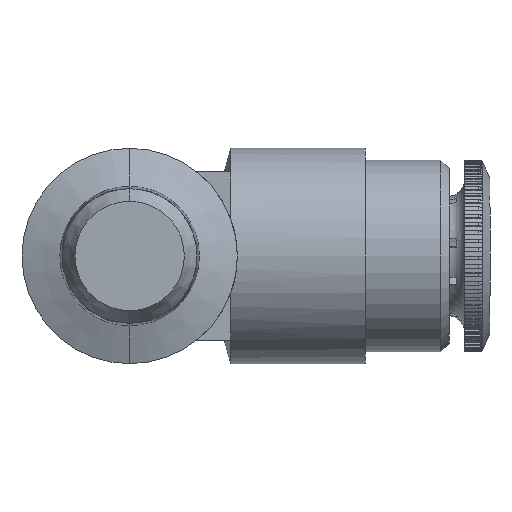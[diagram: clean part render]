
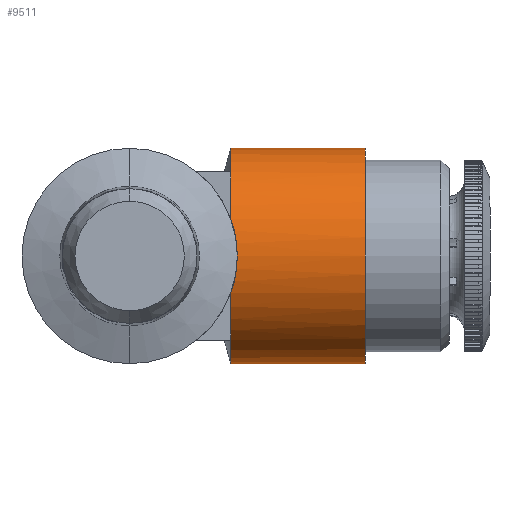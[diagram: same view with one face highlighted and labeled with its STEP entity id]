
A CAD part, front view. The second image highlights one B-rep face of the part: STEP entity #9511.
In plain terms, the highlighted cylindrical face has radius 6.4 mm (diameter 12.8 mm), a partial arc.
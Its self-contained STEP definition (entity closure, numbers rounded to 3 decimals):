
#1217 = CYLINDRICAL_SURFACE ( 'NONE', #4580, 6.4 ) ;
#1224 = FACE_OUTER_BOUND ( 'NONE', #10488, .T. ) ;
#1520 = VERTEX_POINT ( 'NONE', #11873 ) ;
#1521 = VERTEX_POINT ( 'NONE', #11874 ) ;
#1522 = VERTEX_POINT ( 'NONE', #11875 ) ;
#1523 = VERTEX_POINT ( 'NONE', #11876 ) ;
#1524 = VERTEX_POINT ( 'NONE', #11877 ) ;
#1530 = VERTEX_POINT ( 'NONE', #11883 ) ;
#1531 = VERTEX_POINT ( 'NONE', #11884 ) ;
#1541 = VERTEX_POINT ( 'NONE', #11894 ) ;
#1545 = VERTEX_POINT ( 'NONE', #11898 ) ;
#1546 = VERTEX_POINT ( 'NONE', #11899 ) ;
#1548 = VERTEX_POINT ( 'NONE', #11901 ) ;
#1549 = VERTEX_POINT ( 'NONE', #11902 ) ;
#1552 = VERTEX_POINT ( 'NONE', #11905 ) ;
#2098 =( BOUNDED_CURVE ( )  B_SPLINE_CURVE ( 3, ( #2685, #2684, #2689, #2690 ),
 .UNSPECIFIED., .F., .F. ) 
 B_SPLINE_CURVE_WITH_KNOTS ( ( 4, 4 ),
 ( 5.932, 6.634 ),
 .UNSPECIFIED. ) 
 CURVE ( )  GEOMETRIC_REPRESENTATION_ITEM ( )  RATIONAL_B_SPLINE_CURVE ( ( 1., 0.959, 0.959, 1. ) ) 
 REPRESENTATION_ITEM ( '' )  );
#2670 = DIRECTION ( 'NONE',  ( 1., 0., 0. ) ) ;
#2673 = DIRECTION ( 'NONE',  ( 1., 0., 0. ) ) ;
#2674 = CARTESIAN_POINT ( 'NONE',  ( 0., 0., -6.4 ) ) ;
#2675 = CARTESIAN_POINT ( 'NONE',  ( 0., 0., 6.4 ) ) ;
#2676 = CARTESIAN_POINT ( 'NONE',  ( -13.491, 0., 0. ) ) ;
#2677 = DIRECTION ( 'NONE',  ( 1., 0., 0. ) ) ;
#2678 = DIRECTION ( 'NONE',  ( 0., 0., -1. ) ) ;
#2684 = CARTESIAN_POINT ( 'NONE',  ( -12.964, -6.536, -0.765 ) ) ;
#2685 = CARTESIAN_POINT ( 'NONE',  ( -13.491, -6.009, -2.202 ) ) ;
#2689 = CARTESIAN_POINT ( 'NONE',  ( -12.964, -6.536, 0.765 ) ) ;
#2690 = CARTESIAN_POINT ( 'NONE',  ( -13.491, -6.009, 2.202 ) ) ;
#3225 = ORIENTED_EDGE ( 'NONE', *, *, #5665, .F. ) ;
#3227 = ORIENTED_EDGE ( 'NONE', *, *, #5700, .T. ) ;
#3229 = ORIENTED_EDGE ( 'NONE', *, *, #5701, .F. ) ;
#3230 = ORIENTED_EDGE ( 'NONE', *, *, #5702, .F. ) ;
#3232 = ORIENTED_EDGE ( 'NONE', *, *, #5703, .F. ) ;
#3234 = ORIENTED_EDGE ( 'NONE', *, *, #5704, .T. ) ;
#3235 = ORIENTED_EDGE ( 'NONE', *, *, #5670, .F. ) ;
#3237 = ORIENTED_EDGE ( 'NONE', *, *, #5727, .T. ) ;
#3239 = ORIENTED_EDGE ( 'NONE', *, *, #5726, .F. ) ;
#3241 = ORIENTED_EDGE ( 'NONE', *, *, #5725, .F. ) ;
#3242 = ORIENTED_EDGE ( 'NONE', *, *, #5724, .T. ) ;
#3243 = ORIENTED_EDGE ( 'NONE', *, *, #5664, .T. ) ;
#3244 = ORIENTED_EDGE ( 'NONE', *, *, #5667, .T. ) ;
#3245 = ORIENTED_EDGE ( 'NONE', *, *, #5723, .T. ) ;
#4021 = CARTESIAN_POINT ( 'NONE',  ( 0., -3.995, 5. ) ) ;
#4022 = DIRECTION ( 'NONE',  ( -1., 0., 0. ) ) ;
#4026 = DIRECTION ( 'NONE',  ( 1., 0., 0. ) ) ;
#4027 = CARTESIAN_POINT ( 'NONE',  ( -13.491, 0., 0. ) ) ;
#4028 = DIRECTION ( 'NONE',  ( 1., 0., 0. ) ) ;
#4029 = DIRECTION ( 'NONE',  ( 0., 0., -1. ) ) ;
#4032 = CARTESIAN_POINT ( 'NONE',  ( 0., -6.004, 2.217 ) ) ;
#4033 = CARTESIAN_POINT ( 'NONE',  ( -13.484, 0., 0. ) ) ;
#4034 = DIRECTION ( 'NONE',  ( -1., 0., 0. ) ) ;
#4035 = DIRECTION ( 'NONE',  ( 0., 0., -1. ) ) ;
#4038 = CARTESIAN_POINT ( 'NONE',  ( -13.491, 0., 0. ) ) ;
#4039 = DIRECTION ( 'NONE',  ( 1., 0., 0. ) ) ;
#4040 = DIRECTION ( 'NONE',  ( 0., 0., -1. ) ) ;
#4100 = DIRECTION ( 'NONE',  ( -1., 0., 0. ) ) ;
#4101 = CARTESIAN_POINT ( 'NONE',  ( 0., -3.995, -5. ) ) ;
#4104 = CARTESIAN_POINT ( 'NONE',  ( 0., -6.004, -2.217 ) ) ;
#4105 = DIRECTION ( 'NONE',  ( -1., 0., 0. ) ) ;
#4106 = CARTESIAN_POINT ( 'NONE',  ( -5.5, 0., 0. ) ) ;
#4107 = DIRECTION ( 'NONE',  ( -1., 0., 0. ) ) ;
#4108 = DIRECTION ( 'NONE',  ( 0., 0., -1. ) ) ;
#4111 = CARTESIAN_POINT ( 'NONE',  ( -13.484, 0., 0. ) ) ;
#4112 = DIRECTION ( 'NONE',  ( -1., 0., 0. ) ) ;
#4113 = DIRECTION ( 'NONE',  ( 0., 0., -1. ) ) ;
#4116 = CARTESIAN_POINT ( 'NONE',  ( -13.491, 0., 0. ) ) ;
#4117 = DIRECTION ( 'NONE',  ( 1., 0., 0. ) ) ;
#4118 = DIRECTION ( 'NONE',  ( 0., 0., -1. ) ) ;
#4580 = AXIS2_PLACEMENT_3D ( 'NONE', #9875, #9876, #9874 ) ;
#4661 = VERTEX_POINT ( 'NONE', #5220 ) ;
#5220 = CARTESIAN_POINT ( 'NONE',  ( -13.491, -6.009, 2.202 ) ) ;
#5664 = EDGE_CURVE ( 'NONE', #1520, #1521, #7583, .T. ) ;
#5665 = EDGE_CURVE ( 'NONE', #1522, #1523, #7584, .T. ) ;
#5667 = EDGE_CURVE ( 'NONE', #1521, #1530, #7587, .T. ) ;
#5670 = EDGE_CURVE ( 'NONE', #1531, #4661, #2098, .T. ) ;
#5700 = EDGE_CURVE ( 'NONE', #1522, #1524, #7639, .T. ) ;
#5701 = EDGE_CURVE ( 'NONE', #1545, #1524, #7640, .T. ) ;
#5702 = EDGE_CURVE ( 'NONE', #1541, #1545, #7641, .T. ) ;
#5703 = EDGE_CURVE ( 'NONE', #1546, #1541, #7634, .T. ) ;
#5704 = EDGE_CURVE ( 'NONE', #1546, #4661, #7644, .T. ) ;
#5723 = EDGE_CURVE ( 'NONE', #1530, #1523, #7664, .T. ) ;
#5724 = EDGE_CURVE ( 'NONE', #1549, #1520, #7666, .T. ) ;
#5725 = EDGE_CURVE ( 'NONE', #1549, #1552, #7667, .T. ) ;
#5726 = EDGE_CURVE ( 'NONE', #1552, #1548, #7669, .T. ) ;
#5727 = EDGE_CURVE ( 'NONE', #1531, #1548, #7670, .T. ) ;
#7583 = CIRCLE ( 'NONE', #13066, 6.4 ) ;
#7584 = LINE ( 'NONE', #2675, #7586 ) ;
#7586 = VECTOR ( 'NONE', #2670, 1000. ) ;
#7587 = LINE ( 'NONE', #2674, #7589 ) ;
#7589 = VECTOR ( 'NONE', #2673, 1000. ) ;
#7634 = LINE ( 'NONE', #4032, #7645 ) ;
#7639 = CIRCLE ( 'NONE', #13081, 6.4 ) ;
#7640 = LINE ( 'NONE', #4021, #7642 ) ;
#7641 = CIRCLE ( 'NONE', #13082, 6.4 ) ;
#7642 = VECTOR ( 'NONE', #4022, 1000. ) ;
#7644 = CIRCLE ( 'NONE', #13083, 6.4 ) ;
#7645 = VECTOR ( 'NONE', #4026, 1000. ) ;
#7664 = CIRCLE ( 'NONE', #13089, 6.4 ) ;
#7666 = LINE ( 'NONE', #4101, #7668 ) ;
#7667 = CIRCLE ( 'NONE', #13090, 6.4 ) ;
#7668 = VECTOR ( 'NONE', #4100, 1000. ) ;
#7669 = LINE ( 'NONE', #4104, #7671 ) ;
#7670 = CIRCLE ( 'NONE', #13091, 6.4 ) ;
#7671 = VECTOR ( 'NONE', #4105, 1000. ) ;
#9511 = ADVANCED_FACE ( 'NONE', ( #1224 ), #1217, .T. ) ;
#9874 = DIRECTION ( 'NONE',  ( 0., 0., -1. ) ) ;
#9875 = CARTESIAN_POINT ( 'NONE',  ( 0., 0., 0. ) ) ;
#9876 = DIRECTION ( 'NONE',  ( 1., 0., 0. ) ) ;
#10488 = EDGE_LOOP ( 'NONE', ( #3225, #3227, #3229, #3230, #3232, #3234, #3235, #3237, #3239, #3241, #3242, #3243, #3244, #3245 ) ) ;
#11873 = CARTESIAN_POINT ( 'NONE',  ( -13.491, -3.995, -5. ) ) ;
#11874 = CARTESIAN_POINT ( 'NONE',  ( -13.491, 0., -6.4 ) ) ;
#11875 = CARTESIAN_POINT ( 'NONE',  ( -13.491, 0., 6.4 ) ) ;
#11876 = CARTESIAN_POINT ( 'NONE',  ( -5.5, 0., 6.4 ) ) ;
#11877 = CARTESIAN_POINT ( 'NONE',  ( -13.491, -3.995, 5. ) ) ;
#11883 = CARTESIAN_POINT ( 'NONE',  ( -5.5, 0., -6.4 ) ) ;
#11884 = CARTESIAN_POINT ( 'NONE',  ( -13.491, -6.009, -2.202 ) ) ;
#11894 = CARTESIAN_POINT ( 'NONE',  ( -13.484, -6.004, 2.217 ) ) ;
#11898 = CARTESIAN_POINT ( 'NONE',  ( -13.484, -3.995, 5. ) ) ;
#11899 = CARTESIAN_POINT ( 'NONE',  ( -13.491, -6.004, 2.217 ) ) ;
#11901 = CARTESIAN_POINT ( 'NONE',  ( -13.491, -6.004, -2.217 ) ) ;
#11902 = CARTESIAN_POINT ( 'NONE',  ( -13.484, -3.995, -5. ) ) ;
#11905 = CARTESIAN_POINT ( 'NONE',  ( -13.484, -6.004, -2.217 ) ) ;
#13066 = AXIS2_PLACEMENT_3D ( 'NONE', #2676, #2677, #2678 ) ;
#13081 = AXIS2_PLACEMENT_3D ( 'NONE', #4027, #4028, #4029 ) ;
#13082 = AXIS2_PLACEMENT_3D ( 'NONE', #4033, #4034, #4035 ) ;
#13083 = AXIS2_PLACEMENT_3D ( 'NONE', #4038, #4039, #4040 ) ;
#13089 = AXIS2_PLACEMENT_3D ( 'NONE', #4106, #4107, #4108 ) ;
#13090 = AXIS2_PLACEMENT_3D ( 'NONE', #4111, #4112, #4113 ) ;
#13091 = AXIS2_PLACEMENT_3D ( 'NONE', #4116, #4117, #4118 ) ;
